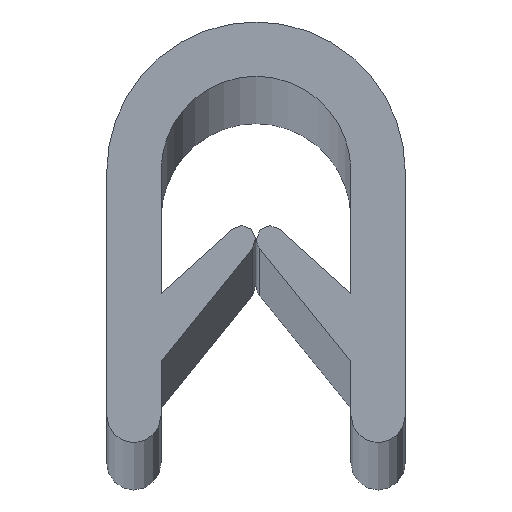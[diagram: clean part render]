
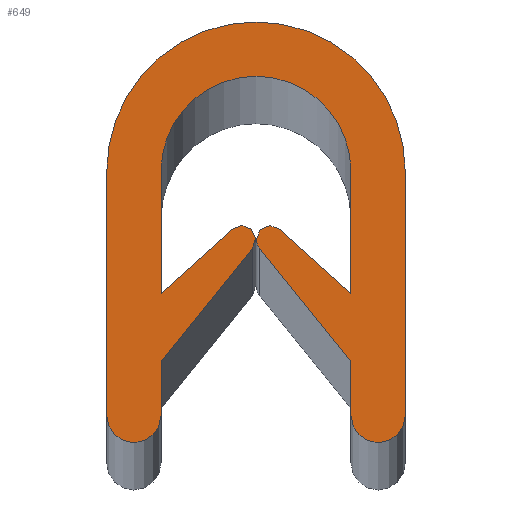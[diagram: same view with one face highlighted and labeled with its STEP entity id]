
A CAD part, top view. The second image highlights one B-rep face of the part: STEP entity #649.
In plain terms, the highlighted planar face has unit normal (0, 0, 1).
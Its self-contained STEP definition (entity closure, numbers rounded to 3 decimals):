
#7 = EDGE_CURVE ( 'NONE', #105, #96, #257, .T. ) ;
#8 = EDGE_CURVE ( 'NONE', #82, #528, #189, .T. ) ;
#9 = EDGE_CURVE ( 'NONE', #528, #530, #263, .T. ) ;
#10 = EDGE_CURVE ( 'NONE', #89, #105, #190, .T. ) ;
#21 = ORIENTED_EDGE ( 'NONE', *, *, #177, .T. ) ;
#22 = ORIENTED_EDGE ( 'NONE', *, *, #130, .T. ) ;
#23 = ORIENTED_EDGE ( 'NONE', *, *, #9, .T. ) ;
#25 = ORIENTED_EDGE ( 'NONE', *, *, #10, .T. ) ;
#26 = ORIENTED_EDGE ( 'NONE', *, *, #126, .T. ) ;
#27 = ORIENTED_EDGE ( 'NONE', *, *, #129, .T. ) ;
#28 = ORIENTED_EDGE ( 'NONE', *, *, #676, .T. ) ;
#31 = ORIENTED_EDGE ( 'NONE', *, *, #178, .T. ) ;
#35 = ORIENTED_EDGE ( 'NONE', *, *, #112, .T. ) ;
#38 = ORIENTED_EDGE ( 'NONE', *, *, #165, .T. ) ;
#42 = ORIENTED_EDGE ( 'NONE', *, *, #181, .T. ) ;
#45 = ORIENTED_EDGE ( 'NONE', *, *, #174, .T. ) ;
#47 = ORIENTED_EDGE ( 'NONE', *, *, #675, .T. ) ;
#55 = ORIENTED_EDGE ( 'NONE', *, *, #131, .T. ) ;
#56 = ORIENTED_EDGE ( 'NONE', *, *, #175, .T. ) ;
#59 = ORIENTED_EDGE ( 'NONE', *, *, #7, .T. ) ;
#61 = ORIENTED_EDGE ( 'NONE', *, *, #8, .T. ) ;
#80 = EDGE_LOOP ( 'NONE', ( #55, #28, #38, #47, #61, #23, #22, #45, #31, #56, #35, #25, #59, #42, #21, #27, #26 ) ) ;
#82 = VERTEX_POINT ( 'NONE', #268 ) ;
#83 = VERTEX_POINT ( 'NONE', #272 ) ;
#84 = VERTEX_POINT ( 'NONE', #273 ) ;
#85 = VERTEX_POINT ( 'NONE', #274 ) ;
#88 = VERTEX_POINT ( 'NONE', #277 ) ;
#89 = VERTEX_POINT ( 'NONE', #278 ) ;
#93 = VERTEX_POINT ( 'NONE', #282 ) ;
#96 = VERTEX_POINT ( 'NONE', #285 ) ;
#98 = VERTEX_POINT ( 'NONE', #287 ) ;
#101 = VERTEX_POINT ( 'NONE', #290 ) ;
#103 = VERTEX_POINT ( 'NONE', #292 ) ;
#105 = VERTEX_POINT ( 'NONE', #294 ) ;
#109 = AXIS2_PLACEMENT_3D ( 'NONE', #664, #260, #261 ) ;
#112 = EDGE_CURVE ( 'NONE', #119, #89, #302, .T. ) ;
#117 = VECTOR ( 'NONE', #265, 1000. ) ;
#119 = VERTEX_POINT ( 'NONE', #314 ) ;
#122 = AXIS2_PLACEMENT_3D ( 'NONE', #262, #266, #267 ) ;
#126 = EDGE_CURVE ( 'NONE', #533, #84, #324, .T. ) ;
#129 = EDGE_CURVE ( 'NONE', #93, #533, #334, .T. ) ;
#130 = EDGE_CURVE ( 'NONE', #530, #88, #337, .T. ) ;
#131 = EDGE_CURVE ( 'NONE', #84, #532, #193, .T. ) ;
#151 = CIRCLE ( 'NONE', #614, 0.51 ) ;
#156 = CIRCLE ( 'NONE', #578, 0.51 ) ;
#165 = EDGE_CURVE ( 'NONE', #101, #103, #352, .T. ) ;
#174 = EDGE_CURVE ( 'NONE', #88, #98, #196, .T. ) ;
#175 = EDGE_CURVE ( 'NONE', #83, #119, #197, .T. ) ;
#177 = EDGE_CURVE ( 'NONE', #85, #93, #151, .T. ) ;
#178 = EDGE_CURVE ( 'NONE', #98, #83, #388, .T. ) ;
#181 = EDGE_CURVE ( 'NONE', #96, #85, #397, .T. ) ;
#189 = CIRCLE ( 'NONE', #109, 0.51 ) ;
#190 = CIRCLE ( 'NONE', #122, 1. ) ;
#193 = CIRCLE ( 'NONE', #613, 3.5 ) ;
#196 = CIRCLE ( 'NONE', #630, 1. ) ;
#197 = CIRCLE ( 'NONE', #623, 5.5 ) ;
#257 = LINE ( 'NONE', #258, #670 ) ;
#258 = CARTESIAN_POINT ( 'NONE',  ( -3.5, -14.5, 500. ) ) ;
#259 = DIRECTION ( 'NONE',  ( 0., 1., 0. ) ) ;
#260 = DIRECTION ( 'NONE',  ( 0., 0., 1. ) ) ;
#261 = DIRECTION ( 'NONE',  ( 1., 0., 0. ) ) ;
#262 = CARTESIAN_POINT ( 'NONE',  ( -4.5, -14.5, 500. ) ) ;
#263 = LINE ( 'NONE', #264, #117 ) ;
#264 = CARTESIAN_POINT ( 'NONE',  ( 0.128, -8.331, 500. ) ) ;
#265 = DIRECTION ( 'NONE',  ( 0.629, -0.778, 0. ) ) ;
#266 = DIRECTION ( 'NONE',  ( 0., 0., 1. ) ) ;
#267 = DIRECTION ( 'NONE',  ( 1., 0., 0. ) ) ;
#268 = CARTESIAN_POINT ( 'NONE',  ( 0.015, -8.01, 500. ) ) ;
#272 = CARTESIAN_POINT ( 'NONE',  ( 5.5, -5.5, 500. ) ) ;
#273 = CARTESIAN_POINT ( 'NONE',  ( -3.5, -5.5, 500. ) ) ;
#274 = CARTESIAN_POINT ( 'NONE',  ( -0.128, -8.331, 500. ) ) ;
#277 = CARTESIAN_POINT ( 'NONE',  ( 3.5, -14.5, 500. ) ) ;
#278 = CARTESIAN_POINT ( 'NONE',  ( -5.5, -14.5, 500. ) ) ;
#282 = CARTESIAN_POINT ( 'NONE',  ( -0.866, -7.631, 500. ) ) ;
#285 = CARTESIAN_POINT ( 'NONE',  ( -3.5, -12.5, 500. ) ) ;
#287 = CARTESIAN_POINT ( 'NONE',  ( 5.5, -14.5, 500. ) ) ;
#290 = CARTESIAN_POINT ( 'NONE',  ( 3.5, -10., 500. ) ) ;
#292 = CARTESIAN_POINT ( 'NONE',  ( 0.866, -7.631, 500. ) ) ;
#294 = CARTESIAN_POINT ( 'NONE',  ( -3.5, -14.5, 500. ) ) ;
#302 = LINE ( 'NONE', #303, #678 ) ;
#303 = CARTESIAN_POINT ( 'NONE',  ( -5.5, -14.5, 500. ) ) ;
#304 = DIRECTION ( 'NONE',  ( 0., -1., 0. ) ) ;
#314 = CARTESIAN_POINT ( 'NONE',  ( -5.5, -5.5, 500. ) ) ;
#324 = LINE ( 'NONE', #325, #612 ) ;
#325 = CARTESIAN_POINT ( 'NONE',  ( -3.5, -10., 500. ) ) ;
#326 = DIRECTION ( 'NONE',  ( 0., 1., 0. ) ) ;
#333 = CARTESIAN_POINT ( 'NONE',  ( 0., -5.5, 500. ) ) ;
#334 = LINE ( 'NONE', #335, #615 ) ;
#335 = CARTESIAN_POINT ( 'NONE',  ( -0.866, -7.631, 500. ) ) ;
#336 = DIRECTION ( 'NONE',  ( -0.743, -0.669, 0. ) ) ;
#337 = LINE ( 'NONE', #338, #616 ) ;
#338 = CARTESIAN_POINT ( 'NONE',  ( 3.5, -12.5, 500. ) ) ;
#339 = DIRECTION ( 'NONE',  ( 0., -1., 0. ) ) ;
#340 = DIRECTION ( 'NONE',  ( 0., 0., -1. ) ) ;
#341 = DIRECTION ( 'NONE',  ( 1., 0., 0. ) ) ;
#352 = LINE ( 'NONE', #353, #620 ) ;
#353 = CARTESIAN_POINT ( 'NONE',  ( 0.866, -7.631, 500. ) ) ;
#354 = DIRECTION ( 'NONE',  ( -0.743, 0.669, 0. ) ) ;
#363 = CARTESIAN_POINT ( 'NONE',  ( 4.5, -14.5, 500. ) ) ;
#379 = DIRECTION ( 'NONE',  ( 0., 0., 1. ) ) ;
#380 = DIRECTION ( 'NONE',  ( 1., 0., 0. ) ) ;
#381 = CARTESIAN_POINT ( 'NONE',  ( 0., -5.5, 500. ) ) ;
#382 = DIRECTION ( 'NONE',  ( 0., 0., 1. ) ) ;
#383 = DIRECTION ( 'NONE',  ( 1., 0., 0. ) ) ;
#384 = CARTESIAN_POINT ( 'NONE',  ( -0.525, -8.01, 500. ) ) ;
#385 = DIRECTION ( 'NONE',  ( 0., 0., 1. ) ) ;
#386 = DIRECTION ( 'NONE',  ( -1., 0., 0. ) ) ;
#388 = LINE ( 'NONE', #389, #635 ) ;
#389 = CARTESIAN_POINT ( 'NONE',  ( 5.5, -5.5, 500. ) ) ;
#390 = DIRECTION ( 'NONE',  ( 0., 1., 0. ) ) ;
#397 = LINE ( 'NONE', #398, #637 ) ;
#398 = CARTESIAN_POINT ( 'NONE',  ( -0.128, -8.331, 500. ) ) ;
#399 = DIRECTION ( 'NONE',  ( 0.629, 0.778, 0. ) ) ;
#420 = CARTESIAN_POINT ( 'NONE',  ( 0.128, -8.331, 500. ) ) ;
#422 = CARTESIAN_POINT ( 'NONE',  ( 3.5, -12.5, 500. ) ) ;
#424 = CARTESIAN_POINT ( 'NONE',  ( 3.5, -5.5, 500. ) ) ;
#425 = CARTESIAN_POINT ( 'NONE',  ( -3.5, -10., 500. ) ) ;
#441 = PLANE ( 'NONE',  #559 ) ;
#442 = CARTESIAN_POINT ( 'NONE',  ( 0., -5.5, 500. ) ) ;
#443 = DIRECTION ( 'NONE',  ( 0., 0., 1. ) ) ;
#444 = DIRECTION ( 'NONE',  ( 1., 0., 0. ) ) ;
#479 = CARTESIAN_POINT ( 'NONE',  ( 0.525, -8.01, 500. ) ) ;
#486 = DIRECTION ( 'NONE',  ( 0., 0., 1. ) ) ;
#487 = DIRECTION ( 'NONE',  ( 1., 0., 0. ) ) ;
#489 = LINE ( 'NONE', #490, #582 ) ;
#490 = CARTESIAN_POINT ( 'NONE',  ( 3.5, -5.5, 500. ) ) ;
#491 = DIRECTION ( 'NONE',  ( 0., -1., 0. ) ) ;
#528 = VERTEX_POINT ( 'NONE', #420 ) ;
#530 = VERTEX_POINT ( 'NONE', #422 ) ;
#532 = VERTEX_POINT ( 'NONE', #424 ) ;
#533 = VERTEX_POINT ( 'NONE', #425 ) ;
#555 = FACE_OUTER_BOUND ( 'NONE', #80, .T. ) ;
#559 = AXIS2_PLACEMENT_3D ( 'NONE', #442, #443, #444 ) ;
#578 = AXIS2_PLACEMENT_3D ( 'NONE', #479, #486, #487 ) ;
#582 = VECTOR ( 'NONE', #491, 1000. ) ;
#612 = VECTOR ( 'NONE', #326, 1000. ) ;
#613 = AXIS2_PLACEMENT_3D ( 'NONE', #333, #340, #341 ) ;
#614 = AXIS2_PLACEMENT_3D ( 'NONE', #384, #385, #386 ) ;
#615 = VECTOR ( 'NONE', #336, 1000. ) ;
#616 = VECTOR ( 'NONE', #339, 1000. ) ;
#620 = VECTOR ( 'NONE', #354, 1000. ) ;
#623 = AXIS2_PLACEMENT_3D ( 'NONE', #381, #382, #383 ) ;
#630 = AXIS2_PLACEMENT_3D ( 'NONE', #363, #379, #380 ) ;
#635 = VECTOR ( 'NONE', #390, 1000. ) ;
#637 = VECTOR ( 'NONE', #399, 1000. ) ;
#649 = ADVANCED_FACE ( 'NONE', ( #555 ), #441, .T. ) ;
#664 = CARTESIAN_POINT ( 'NONE',  ( 0.525, -8.01, 500. ) ) ;
#670 = VECTOR ( 'NONE', #259, 1000. ) ;
#675 = EDGE_CURVE ( 'NONE', #103, #82, #156, .T. ) ;
#676 = EDGE_CURVE ( 'NONE', #532, #101, #489, .T. ) ;
#678 = VECTOR ( 'NONE', #304, 1000. ) ;
